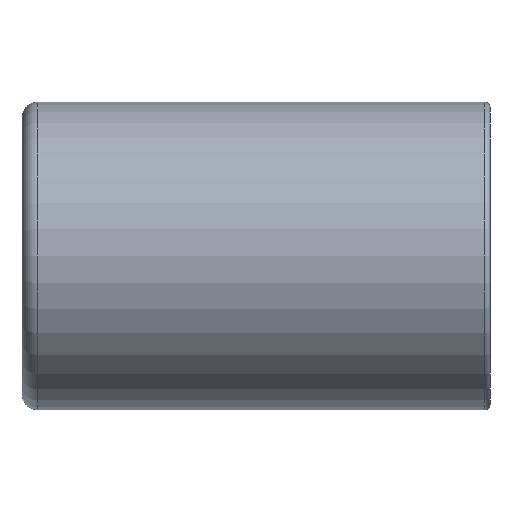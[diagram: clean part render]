
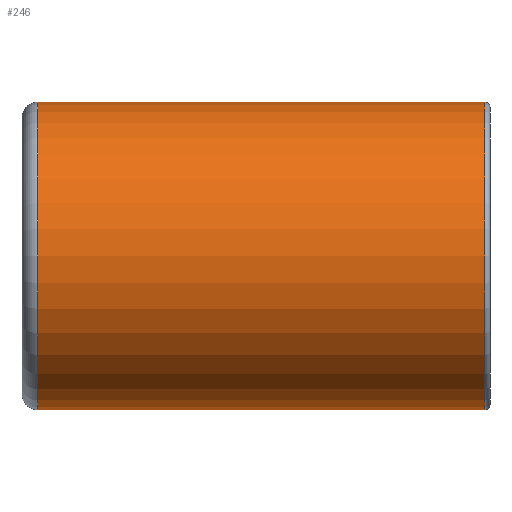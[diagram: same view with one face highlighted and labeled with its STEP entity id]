
A CAD part, left-side view. The second image highlights one B-rep face of the part: STEP entity #246.
In plain terms, the highlighted cylindrical face has radius 14.986 mm (diameter 29.972 mm), a full revolution.
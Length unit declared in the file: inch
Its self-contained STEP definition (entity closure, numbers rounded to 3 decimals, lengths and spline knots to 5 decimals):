
#1 = AXIS2_PLACEMENT_3D ( 'NONE', #309, #138, #363 ) ;
#15 = CIRCLE ( 'NONE', #65, 0.59 ) ;
#65 = AXIS2_PLACEMENT_3D ( 'NONE', #276, #209, #69 ) ;
#69 = DIRECTION ( 'NONE',  ( 0., 0., 1. ) ) ;
#82 = ORIENTED_EDGE ( 'NONE', *, *, #301, .T. ) ;
#127 = EDGE_LOOP ( 'NONE', ( #188 ) ) ;
#138 = DIRECTION ( 'NONE',  ( 0., -1., 0. ) ) ;
#141 = FACE_OUTER_BOUND ( 'NONE', #127, .T. ) ;
#148 = CARTESIAN_POINT ( 'NONE',  ( 0., 0.02, 0. ) ) ;
#167 = CYLINDRICAL_SURFACE ( 'NONE', #1, 0.59 ) ;
#173 = FACE_OUTER_BOUND ( 'NONE', #197, .T. ) ;
#188 = ORIENTED_EDGE ( 'NONE', *, *, #223, .T. ) ;
#197 = EDGE_LOOP ( 'NONE', ( #82 ) ) ;
#209 = DIRECTION ( 'NONE',  ( 0., -1., 0. ) ) ;
#217 = DIRECTION ( 'NONE',  ( 0., 1., 0. ) ) ;
#223 = EDGE_CURVE ( 'NONE', #269, #269, #15, .T. ) ;
#246 = ADVANCED_FACE ( 'NONE', ( #173, #141 ), #167, .T. ) ;
#269 = VERTEX_POINT ( 'NONE', #382 ) ;
#270 = AXIS2_PLACEMENT_3D ( 'NONE', #148, #217, #346 ) ;
#276 = CARTESIAN_POINT ( 'NONE',  ( 0., 1.736, 0. ) ) ;
#295 = CARTESIAN_POINT ( 'NONE',  ( 0., 0.02, -0.59 ) ) ;
#301 = EDGE_CURVE ( 'NONE', #369, #369, #336, .T. ) ;
#309 = CARTESIAN_POINT ( 'NONE',  ( 0., 0., 0. ) ) ;
#336 = CIRCLE ( 'NONE', #270, 0.59 ) ;
#346 = DIRECTION ( 'NONE',  ( 0., 0., -1. ) ) ;
#363 = DIRECTION ( 'NONE',  ( 0., 0., -1. ) ) ;
#369 = VERTEX_POINT ( 'NONE', #295 ) ;
#382 = CARTESIAN_POINT ( 'NONE',  ( 0., 1.736, 0.59 ) ) ;
